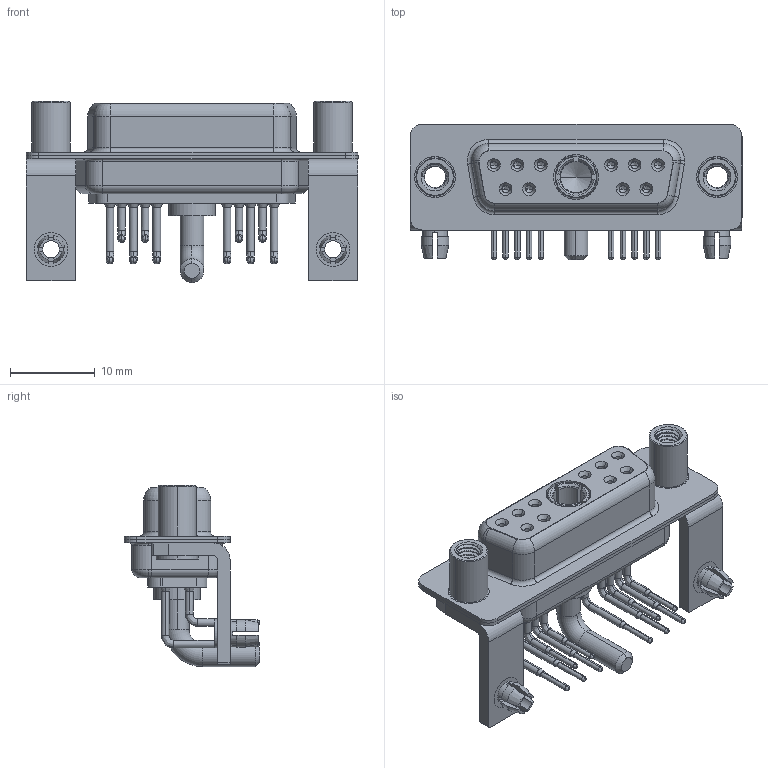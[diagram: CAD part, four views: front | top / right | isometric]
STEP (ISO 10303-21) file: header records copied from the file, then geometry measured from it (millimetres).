
FILE_DESCRIPTION (( 'STEP AP203' ), '1' );
FILE_NAME ('630-11W1640-2TD.STEP', '2022-05-31T13:04:17', ( '' ), ( '' ), 'SwSTEP 2.0', 'SolidWorks 2020', '' );
FILE_SCHEMA (( 'CONFIG_CONTROL_DESIGN' ));
Length unit declared in the file: millimetre
Products named in the file (10): 630Combo Stabilizer Bracket; 630Combo Housing_11W1; 630Combo Threaded Standoff_D; 630-11W1640-2TD; 630Combo Shell Front_15 Contacts; 630Combo Contact Row 1; 630Combo Shell Rear_15 Contacts; 630Combo Contact Row 2; 630Combo Board Lock; Power Socket_20A RA
Assembly tree (20 placements, depth 2):
  630-11W1640-2TD
    630Combo Housing_11W1
    630Combo Shell Front_15 Contacts
    630Combo Shell Rear_15 Contacts
    630Combo Stabilizer Bracket  x2
    630Combo Board Lock  x2
    630Combo Threaded Standoff_D  x2
    Power Socket_20A RA
    630Combo Contact Row 1  x6
    630Combo Contact Row 2  x4
Bounding box: 39.2 x 16 x 21.4 mm (x, y, z)
Volume: 3066 mm3; surface area: 7406.8 mm2
Topology: 21 solids, 21 shells, 1077 faces, 2755 edges, 1748 vertices
Faces by surface type: cylinder 496, plane 316, cone 155, torus 63, bspline 47
Entity records: 22722 total; most frequent: CARTESIAN_POINT 6147, DIRECTION 3385, ORIENTED_EDGE 3098, EDGE_CURVE 1549, AXIS2_PLACEMENT_3D 1376, VERTEX_POINT 991, CIRCLE 736, EDGE_LOOP 722
